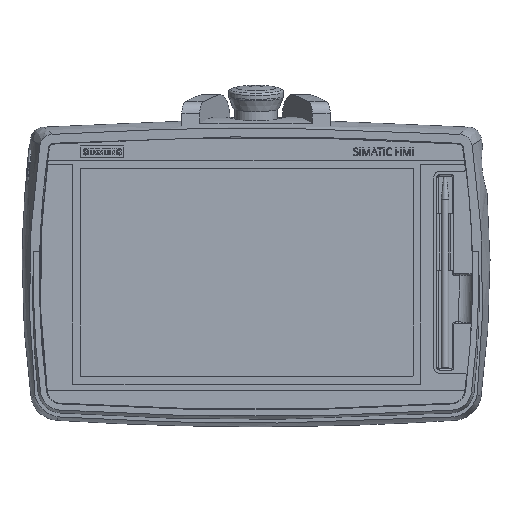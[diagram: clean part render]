
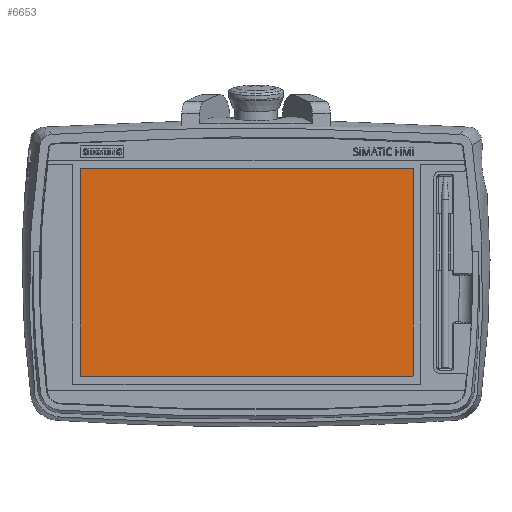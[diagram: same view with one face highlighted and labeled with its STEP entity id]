
A CAD part, top view. The second image highlights one B-rep face of the part: STEP entity #6653.
In plain terms, the highlighted planar face has unit normal (0, 0, 1).
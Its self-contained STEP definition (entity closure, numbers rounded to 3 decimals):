
#5779=CIRCLE('',#39066,1.);
#5780=CIRCLE('',#39067,1.);
#5781=CIRCLE('',#39068,1.);
#5782=CIRCLE('',#39069,1.);
#6653=ADVANCED_FACE('',(#9727),#8260,.F.);
#8260=PLANE('',#39070);
#9727=FACE_OUTER_BOUND('',#11564,.T.);
#11564=EDGE_LOOP('',(#18218,#18219,#18220,#18221,#18222,#18223,#18224,#18225));
#18218=ORIENTED_EDGE('',*,*,#28721,.T.);
#18219=ORIENTED_EDGE('',*,*,#28722,.T.);
#18220=ORIENTED_EDGE('',*,*,#28723,.T.);
#18221=ORIENTED_EDGE('',*,*,#28724,.T.);
#18222=ORIENTED_EDGE('',*,*,#28725,.T.);
#18223=ORIENTED_EDGE('',*,*,#28726,.T.);
#18224=ORIENTED_EDGE('',*,*,#28727,.T.);
#18225=ORIENTED_EDGE('',*,*,#28728,.T.);
#24996=VERTEX_POINT('',#57613);
#24997=VERTEX_POINT('',#57614);
#24998=VERTEX_POINT('',#57616);
#24999=VERTEX_POINT('',#57618);
#25000=VERTEX_POINT('',#57620);
#25001=VERTEX_POINT('',#57622);
#25002=VERTEX_POINT('',#57624);
#25003=VERTEX_POINT('',#57626);
#28721=EDGE_CURVE('',#24996,#24997,#32741,.T.);
#28722=EDGE_CURVE('',#24997,#24998,#5779,.T.);
#28723=EDGE_CURVE('',#24998,#24999,#32742,.T.);
#28724=EDGE_CURVE('',#24999,#25000,#5780,.T.);
#28725=EDGE_CURVE('',#25000,#25001,#32743,.T.);
#28726=EDGE_CURVE('',#25001,#25002,#5781,.T.);
#28727=EDGE_CURVE('',#25002,#25003,#32744,.T.);
#28728=EDGE_CURVE('',#25003,#24996,#5782,.T.);
#32741=LINE('',#57612,#35578);
#32742=LINE('',#57617,#35579);
#32743=LINE('',#57621,#35580);
#32744=LINE('',#57625,#35581);
#35578=VECTOR('',#43397,1.);
#35579=VECTOR('',#43400,1.);
#35580=VECTOR('',#43403,1.);
#35581=VECTOR('',#43406,1.);
#39066=AXIS2_PLACEMENT_3D('',#57615,#43398,#43399);
#39067=AXIS2_PLACEMENT_3D('',#57619,#43401,#43402);
#39068=AXIS2_PLACEMENT_3D('',#57623,#43404,#43405);
#39069=AXIS2_PLACEMENT_3D('',#57627,#43407,#43408);
#39070=AXIS2_PLACEMENT_3D('',#57628,#43409,#43410);
#43397=DIRECTION('',(-1.,0.,0.));
#43398=DIRECTION('',(0.,0.,1.));
#43399=DIRECTION('',(1.,0.,0.));
#43400=DIRECTION('',(0.,-1.,0.));
#43401=DIRECTION('',(0.,0.,1.));
#43402=DIRECTION('',(1.,0.,0.));
#43403=DIRECTION('',(1.,0.,0.));
#43404=DIRECTION('',(0.,0.,1.));
#43405=DIRECTION('',(1.,0.,0.));
#43406=DIRECTION('',(0.,1.,0.));
#43407=DIRECTION('',(0.,0.,1.));
#43408=DIRECTION('',(1.,0.,0.));
#43409=DIRECTION('',(0.,0.,-1.));
#43410=DIRECTION('',(1.,0.,0.));
#57612=CARTESIAN_POINT('',(39.319,169.394,87.275));
#57613=CARTESIAN_POINT('',(255.319,169.394,87.275));
#57614=CARTESIAN_POINT('',(39.319,169.394,87.275));
#57615=CARTESIAN_POINT('',(39.319,168.394,87.275));
#57616=CARTESIAN_POINT('',(38.319,168.394,87.275));
#57617=CARTESIAN_POINT('',(38.319,168.394,87.275));
#57618=CARTESIAN_POINT('',(38.319,33.794,87.275));
#57619=CARTESIAN_POINT('',(39.319,33.794,87.275));
#57620=CARTESIAN_POINT('',(39.319,32.794,87.275));
#57621=CARTESIAN_POINT('',(255.319,32.794,87.275));
#57622=CARTESIAN_POINT('',(255.319,32.794,87.275));
#57623=CARTESIAN_POINT('',(255.319,33.794,87.275));
#57624=CARTESIAN_POINT('',(256.319,33.794,87.275));
#57625=CARTESIAN_POINT('',(256.319,168.394,87.275));
#57626=CARTESIAN_POINT('',(256.319,168.394,87.275));
#57627=CARTESIAN_POINT('',(255.319,168.394,87.275));
#57628=CARTESIAN_POINT('',(255.319,168.394,87.275));
